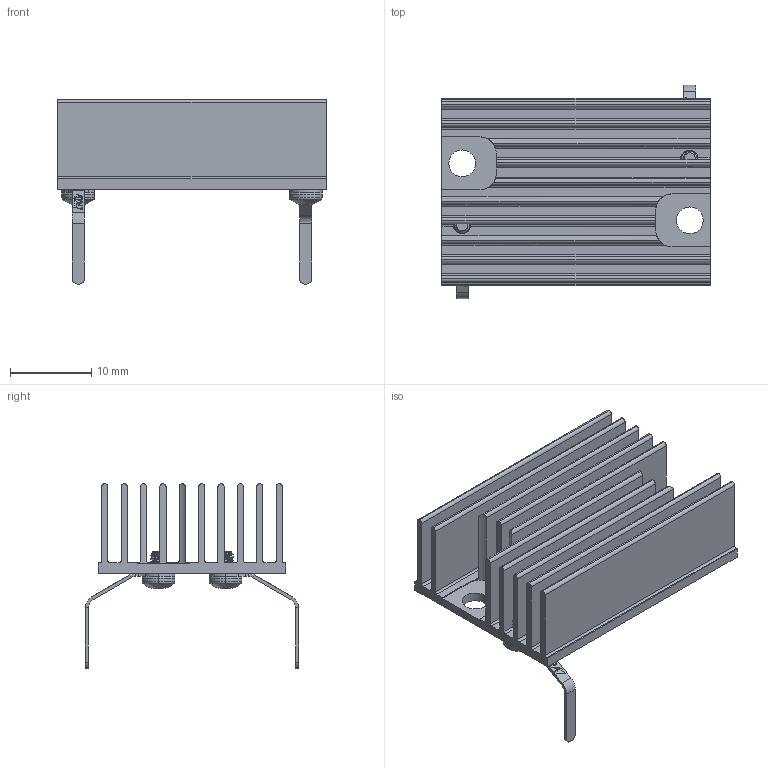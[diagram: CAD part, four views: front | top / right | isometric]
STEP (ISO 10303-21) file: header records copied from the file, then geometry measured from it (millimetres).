
FILE_DESCRIPTION (( 'STEP AP214' ), '1' );
FILE_NAME ('40138.STEP', '2019-08-15T14:36:57', ( '' ), ( '' ), 'SwSTEP 2.0', 'SolidWorks 2017', '' );
FILE_SCHEMA (( 'AUTOMOTIVE_DESIGN' ));
Length unit declared in the file: millimetre
Products named in the file (4): 40327; 40247; 39822; 40138
Assembly tree (5 placements, depth 2):
  40138
    39822
    40247  x2
    40327  x2
Bounding box: 32.94 x 26.2 x 22.68 mm (x, y, z)
Volume: 3131.4 mm3; surface area: 7624.3 mm2
Topology: 5 solids, 5 shells, 444 faces, 1210 edges, 792 vertices
Faces by surface type: plane 206, cylinder 120, bspline 98, cone 20
Entity records: 13449 total; most frequent: CARTESIAN_POINT 6767, ORIENTED_EDGE 1510, DIRECTION 1158, EDGE_CURVE 755, VERTEX_POINT 496, LINE 396, VECTOR 396, AXIS2_PLACEMENT_3D 381
